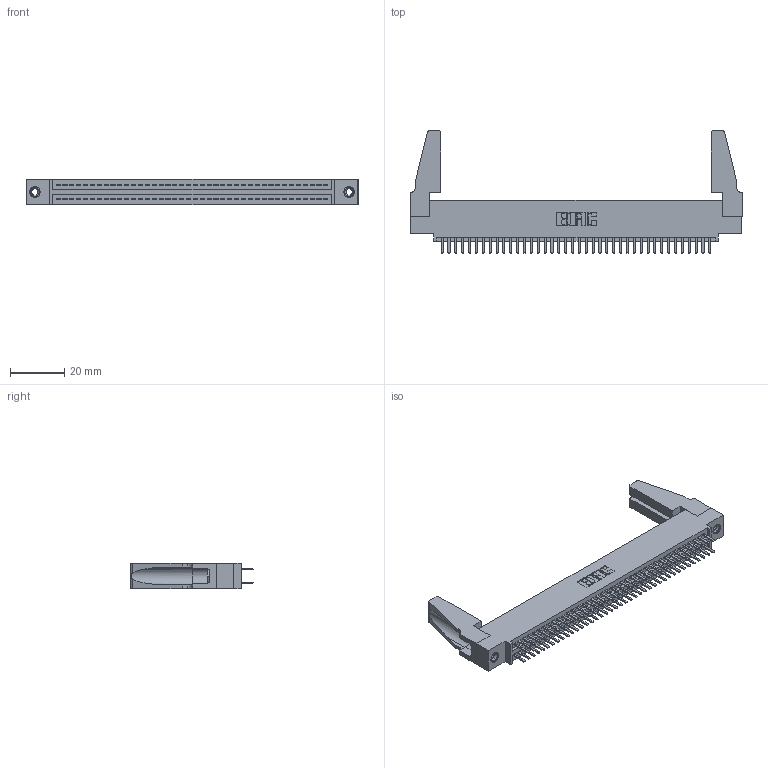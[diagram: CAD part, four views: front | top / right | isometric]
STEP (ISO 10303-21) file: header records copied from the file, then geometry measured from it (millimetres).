
FILE_DESCRIPTION (( 'STEP AP203' ), '1' );
FILE_NAME ('345-080-520-588.STEP', '2019-10-31T18:04:40', ( '' ), ( '' ), 'SwSTEP 2.0', 'SolidWorks 2016', '' );
FILE_SCHEMA (( 'CONFIG_CONTROL_DESIGN' ));
Length unit declared in the file: inch
Products named in the file (5): 345-080-520-588; 345-292-001_345-293-120; 345-250-001_345-250-001-102; 345-220-078_345-220-088; 345 Part_0.110 Offset - 0.156 Dia-TH
Assembly tree (85 placements, depth 2):
  345-080-520-588
    345 Part_0.110 Offset - 0.156 Dia-TH
    345-292-001_345-293-120  x80
    345-250-001_345-250-001-102  x2
    345-220-078_345-220-088  x2
Bounding box: 122.83 x 45.34 x 9.4 mm (x, y, z)
Volume: 15057.6 mm3; surface area: 20551.4 mm2
Topology: 85 solids, 85 shells, 4574 faces, 13227 edges, 8594 vertices
Faces by surface type: plane 2956, cylinder 1602, cone 12, torus 4
Entity records: 34048 total; most frequent: CARTESIAN_POINT 5718, ORIENTED_EDGE 5600, DIRECTION 5036, EDGE_CURVE 2800, VECTOR 2462, LINE 2462, VERTEX_POINT 1858, AXIS2_PLACEMENT_3D 1287
